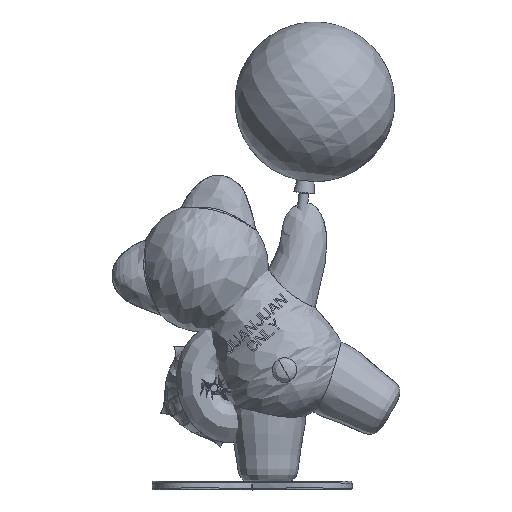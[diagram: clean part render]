
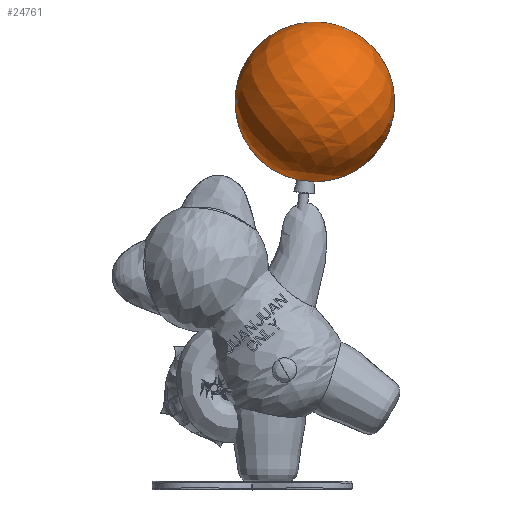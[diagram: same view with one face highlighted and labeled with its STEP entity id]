
A CAD part, top view. The second image highlights one B-rep face of the part: STEP entity #24761.
In plain terms, the highlighted free-form (B-spline) face has degree [2, 2] with [5, 5] control points.
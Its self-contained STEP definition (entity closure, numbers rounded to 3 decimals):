
#24761 = ADVANCED_FACE('',(#24762),#24808,.T.);
#24762 = FACE_BOUND('',#24763,.T.);
#24763 = EDGE_LOOP('',(#24764,#24781,#24796));
#24764 = ORIENTED_EDGE('',*,*,#24765,.T.);
#24765 = EDGE_CURVE('',#24766,#24768,#24770,.T.);
#24766 = VERTEX_POINT('',#24767);
#24767 = CARTESIAN_POINT('',(-22.534,189.279,
    0.027));
#24768 = VERTEX_POINT('',#24769);
#24769 = CARTESIAN_POINT('',(-6.055,285.246,
    0.007));
#24770 = B_SPLINE_CURVE_WITH_KNOTS('',9,(#24771,#24772,#24773,#24774,
    #24775,#24776,#24777,#24778,#24779,#24780),.UNSPECIFIED.,.F.,.F.,(10
    ,10),(0.,3.037),.PIECEWISE_BEZIER_KNOTS.);
#24771 = CARTESIAN_POINT('',(-22.534,189.279,
    0.027));
#24772 = CARTESIAN_POINT('',(-38.579,192.908,
    0.047));
#24773 = CARTESIAN_POINT('',(-53.247,202.628,
    0.065));
#24774 = CARTESIAN_POINT('',(-63.893,217.841,
    0.078));
#24775 = CARTESIAN_POINT('',(-68.183,236.612,
    0.083));
#24776 = CARTESIAN_POINT('',(-64.879,255.853,
    0.079));
#24777 = CARTESIAN_POINT('',(-54.573,272.117,
    0.066));
#24778 = CARTESIAN_POINT('',(-39.461,282.907,
    0.048));
#24779 = CARTESIAN_POINT('',(-22.392,287.177,
    0.027));
#24780 = CARTESIAN_POINT('',(-6.055,285.246,
    0.007));
#24781 = ORIENTED_EDGE('',*,*,#24782,.T.);
#24782 = EDGE_CURVE('',#24768,#24783,#24785,.T.);
#24783 = VERTEX_POINT('',#24784);
#24784 = CARTESIAN_POINT('',(-12.408,188.082,
    0.015));
#24785 = B_SPLINE_CURVE_WITH_KNOTS('',9,(#24786,#24787,#24788,#24789,
    #24790,#24791,#24792,#24793,#24794,#24795),.UNSPECIFIED.,.F.,.F.,(10
    ,10),(0.,3.037),.PIECEWISE_BEZIER_KNOTS.);
#24786 = CARTESIAN_POINT('',(-6.055,285.246,
    0.007));
#24787 = CARTESIAN_POINT('',(10.281,283.314,
    -0.012));
#24788 = CARTESIAN_POINT('',(25.885,275.182,
    -0.031));
#24789 = CARTESIAN_POINT('',(38.064,261.166,
    -0.046));
#24790 = CARTESIAN_POINT('',(44.293,242.946,
    -0.054));
#24791 = CARTESIAN_POINT('',(43.02,223.465,
    -0.052));
#24792 = CARTESIAN_POINT('',(34.471,206.212,
    -0.042));
#24793 = CARTESIAN_POINT('',(20.57,193.902,
    -0.025));
#24794 = CARTESIAN_POINT('',(4.041,187.87,
    -0.005));
#24795 = CARTESIAN_POINT('',(-12.408,188.082,
    0.015));
#24796 = ORIENTED_EDGE('',*,*,#24797,.T.);
#24797 = EDGE_CURVE('',#24783,#24766,#24798,.T.);
#24798 = B_SPLINE_CURVE_WITH_KNOTS('',8,(#24799,#24800,#24801,#24802,
    #24803,#24804,#24805,#24806,#24807),.UNSPECIFIED.,.F.,.F.,(9,9),(0.,
    3.142),.PIECEWISE_BEZIER_KNOTS.);
#24799 = CARTESIAN_POINT('',(-12.408,188.082,
    0.015));
#24800 = CARTESIAN_POINT('',(-12.406,188.082,
    2.017));
#24801 = CARTESIAN_POINT('',(-13.296,188.188,
    4.02));
#24802 = CARTESIAN_POINT('',(-15.077,188.399,
    5.554));
#24803 = CARTESIAN_POINT('',(-17.464,188.681,
    6.148));
#24804 = CARTESIAN_POINT('',(-19.851,188.963,
    5.56));
#24805 = CARTESIAN_POINT('',(-21.637,189.174,
    4.03));
#24806 = CARTESIAN_POINT('',(-22.532,189.279,
    2.029));
#24807 = CARTESIAN_POINT('',(-22.534,189.279,
    0.027));
#24808 = ( BOUNDED_SURFACE() B_SPLINE_SURFACE(2,2,(
    (#24809,#24810,#24811,#24812,#24813)
    ,(#24814,#24815,#24816,#24817,#24818)
    ,(#24819,#24820,#24821,#24822,#24823)
    ,(#24824,#24825,#24826,#24827,#24828)
    ,(#24829,#24830,#24831,#24832,#24833
)),.UNSPECIFIED.,.F.,.F.,.F.) B_SPLINE_SURFACE_WITH_KNOTS((3,2,3),(3,2,3
    ),(0.091,1.661,3.232),(
    0.061,1.579,3.098),
.PIECEWISE_BEZIER_KNOTS.) GEOMETRIC_REPRESENTATION_ITEM() 
RATIONAL_B_SPLINE_SURFACE((
    (1.,0.725,1.,0.725,1.)
    ,(0.707,0.513,0.707,0.513
      ,0.707)
    ,(1.,0.725,1.,0.725,1.)
    ,(0.707,0.513,0.707,0.513
      ,0.707)
,(1.,0.725,1.,0.725,1.
))) REPRESENTATION_ITEM('') SURFACE() );
#24809 = CARTESIAN_POINT('',(-12.408,188.082,
    0.015));
#24810 = CARTESIAN_POINT('',(33.851,187.485,
    -0.041));
#24811 = CARTESIAN_POINT('',(36.869,233.65,
    -0.045));
#24812 = CARTESIAN_POINT('',(39.888,279.814,
    -0.048));
#24813 = CARTESIAN_POINT('',(-6.055,285.246,
    0.007));
#24814 = CARTESIAN_POINT('',(-12.402,188.082,
    5.113));
#24815 = CARTESIAN_POINT('',(33.913,187.485,
    51.067));
#24816 = CARTESIAN_POINT('',(36.929,233.65,
    48.641));
#24817 = CARTESIAN_POINT('',(39.944,279.814,
    46.215));
#24818 = CARTESIAN_POINT('',(-6.055,285.246,
    0.007));
#24819 = CARTESIAN_POINT('',(-17.465,188.681,
    5.119));
#24820 = CARTESIAN_POINT('',(-16.841,193.485,
    51.128));
#24821 = CARTESIAN_POINT('',(-11.42,239.365,
    48.699));
#24822 = CARTESIAN_POINT('',(-5.999,285.246,
    46.27));
#24823 = CARTESIAN_POINT('',(-6.055,285.246,
    0.007));
#24824 = CARTESIAN_POINT('',(-22.528,189.279,
    5.126));
#24825 = CARTESIAN_POINT('',(-67.595,199.485,
    51.19));
#24826 = CARTESIAN_POINT('',(-59.769,245.081,
    48.758));
#24827 = CARTESIAN_POINT('',(-51.942,290.677,
    46.326));
#24828 = CARTESIAN_POINT('',(-6.055,285.246,
    0.007));
#24829 = CARTESIAN_POINT('',(-22.534,189.279,
    0.027));
#24830 = CARTESIAN_POINT('',(-67.657,199.485,
    0.082));
#24831 = CARTESIAN_POINT('',(-59.828,245.081,
    0.073));
#24832 = CARTESIAN_POINT('',(-51.998,290.677,
    0.063));
#24833 = CARTESIAN_POINT('',(-6.055,285.246,
    0.007));
